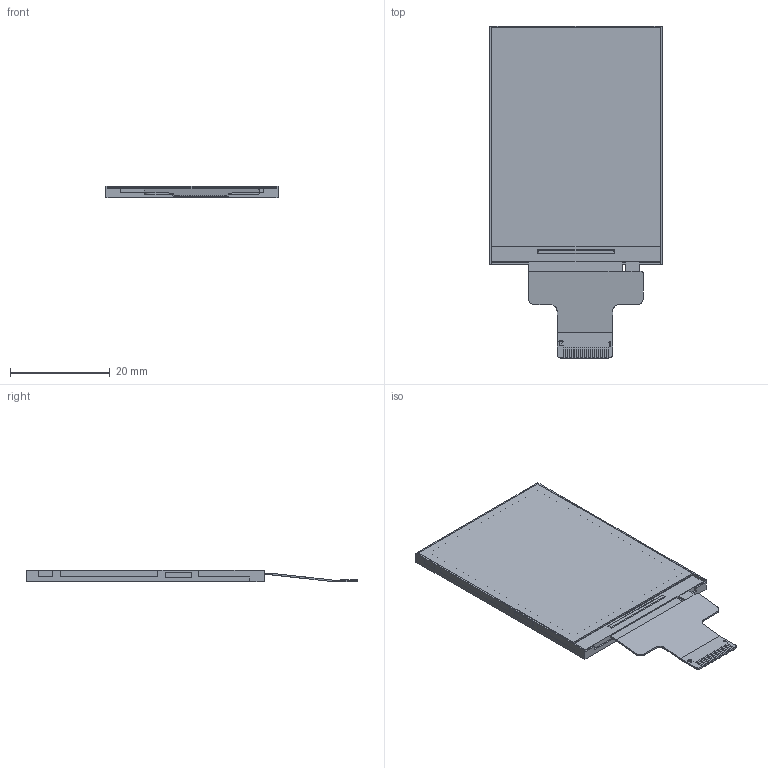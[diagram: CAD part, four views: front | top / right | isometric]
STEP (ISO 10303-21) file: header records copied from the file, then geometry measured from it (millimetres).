
FILE_DESCRIPTION(/* description */ ('Unknown'),/* implementation_level */ '2;1');
FILE_NAME(/* name */ '2.0 TFT IPS - 12P - Flat Mount - With Glass',/* time_stamp */ '2020-08-27T22:09:45-04:00',/* author */ ('Unknown'),/* organization */ ('Unknown'),/* preprocessor_version */ 'ST-DEVELOPER v16.7',/* originating_system */ 'Solid Edge',/* authorisation */ 'Unknown');
FILE_SCHEMA (('AUTOMOTIVE_DESIGN { 1 0 10303 214 3 1 1 }','AUTOMOTIVE_DESIGN {1 0 10303 214 3 1 1}'));
Length unit declared in the file: millimetre
Products named in the file (3): 2.0 TFT IPS - 12P - Flat Mount - With Glass; 2.0 TFT IPS - 12P - Flat Mount - Glass
Assembly tree (2 placements, depth 2):
  2.0 TFT IPS - 12P - Flat Mount - With Glass
    2.0 TFT IPS - 12P - Flat Mount - With Glass
    2.0 TFT IPS - 12P - Flat Mount - Glass
Bounding box: 34.59 x 66.57 x 2.3 mm (x, y, z)
Volume: 5071.4 mm3; surface area: 8201.5 mm2
Topology: 2 solids, 22 shells, 681 faces, 1681 edges, 1118 vertices
Faces by surface type: plane 581, bspline 93, cylinder 7
Entity records: 28299 total; most frequent: CARTESIAN_POINT 8998, ORIENTED_EDGE 3334, DIRECTION 2175, EDGE_CURVE 1667, VERTEX_POINT 1118, LINE 965, VECTOR 965, EDGE_LOOP 783
